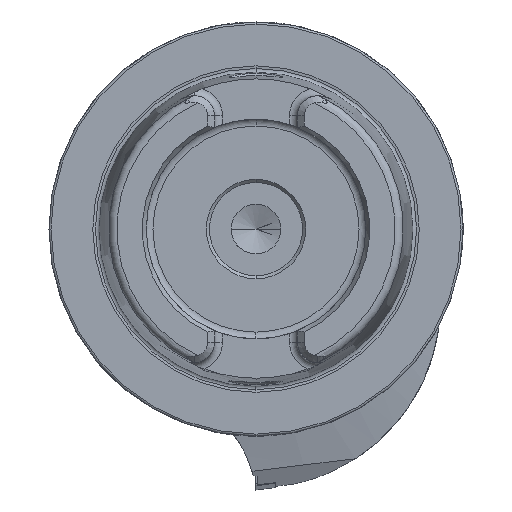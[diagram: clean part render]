
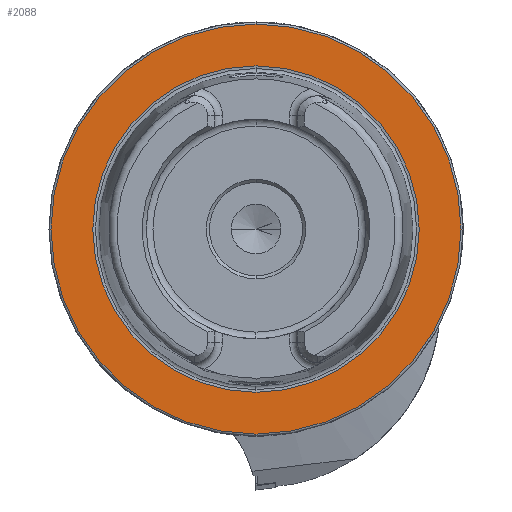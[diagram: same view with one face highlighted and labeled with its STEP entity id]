
A CAD part, left-side view. The second image highlights one B-rep face of the part: STEP entity #2088.
In plain terms, the highlighted planar face has unit normal (-1, 0, 0).
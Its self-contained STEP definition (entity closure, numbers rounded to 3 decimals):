
#542 = CIRCLE ( 'NONE', #3158, 39.405 ) ;
#625 = FACE_OUTER_BOUND ( 'NONE', #1925, .T. ) ;
#629 = FACE_BOUND ( 'NONE', #1721, .T. ) ;
#1281 = EDGE_CURVE ( 'NONE', #3585, #3550, #542, .T. ) ;
#1333 = ORIENTED_EDGE ( 'NONE', *, *, #2750, .F. ) ;
#1334 = ORIENTED_EDGE ( 'NONE', *, *, #1281, .F. ) ;
#1335 = ORIENTED_EDGE ( 'NONE', *, *, #2830, .T. ) ;
#1336 = ORIENTED_EDGE ( 'NONE', *, *, #2751, .T. ) ;
#1721 = EDGE_LOOP ( 'NONE', ( #1333, #1334 ) ) ;
#1925 = EDGE_LOOP ( 'NONE', ( #1335, #1336 ) ) ;
#2088 = ADVANCED_FACE ( 'NONE', ( #629, #625 ), #3652, .F. ) ;
#2750 = EDGE_CURVE ( 'NONE', #3550, #3585, #4772, .T. ) ;
#2751 = EDGE_CURVE ( 'NONE', #3570, #3575, #4773, .T. ) ;
#2830 = EDGE_CURVE ( 'NONE', #3575, #3570, #4891, .T. ) ;
#3158 = AXIS2_PLACEMENT_3D ( 'NONE', #9849, #9850, #9851 ) ;
#3206 = AXIS2_PLACEMENT_3D ( 'NONE', #3649, #3654, #3655 ) ;
#3550 = VERTEX_POINT ( 'NONE', #7161 ) ;
#3570 = VERTEX_POINT ( 'NONE', #7180 ) ;
#3575 = VERTEX_POINT ( 'NONE', #7185 ) ;
#3585 = VERTEX_POINT ( 'NONE', #7195 ) ;
#3649 = CARTESIAN_POINT ( 'NONE',  ( 0., 49.5, 0. ) ) ;
#3652 = PLANE ( 'NONE',  #3206 ) ;
#3654 = DIRECTION ( 'NONE',  ( 1., 0., 0. ) ) ;
#3655 = DIRECTION ( 'NONE',  ( 0., 0., -1. ) ) ;
#4772 = CIRCLE ( 'NONE', #10453, 39.405 ) ;
#4773 = CIRCLE ( 'NONE', #10454, 49.5 ) ;
#4891 = CIRCLE ( 'NONE', #10482, 49.5 ) ;
#5687 = CARTESIAN_POINT ( 'NONE',  ( 0., 0., 0. ) ) ;
#5688 = DIRECTION ( 'NONE',  ( -1., 0., 0. ) ) ;
#5689 = DIRECTION ( 'NONE',  ( 0., 0., 1. ) ) ;
#5690 = CARTESIAN_POINT ( 'NONE',  ( 0., 0., 0. ) ) ;
#5691 = DIRECTION ( 'NONE',  ( -1., 0., 0. ) ) ;
#5692 = DIRECTION ( 'NONE',  ( 0., 0., 1. ) ) ;
#6054 = CARTESIAN_POINT ( 'NONE',  ( 0., 0., 0. ) ) ;
#6055 = DIRECTION ( 'NONE',  ( -1., 0., 0. ) ) ;
#6056 = DIRECTION ( 'NONE',  ( 0., 0., 1. ) ) ;
#7161 = CARTESIAN_POINT ( 'NONE',  ( 0., 0., 39.405 ) ) ;
#7180 = CARTESIAN_POINT ( 'NONE',  ( 0., 0., -49.5 ) ) ;
#7185 = CARTESIAN_POINT ( 'NONE',  ( 0., 0., 49.5 ) ) ;
#7195 = CARTESIAN_POINT ( 'NONE',  ( 0., 0., -39.405 ) ) ;
#9849 = CARTESIAN_POINT ( 'NONE',  ( 0., 0., 0. ) ) ;
#9850 = DIRECTION ( 'NONE',  ( -1., 0., 0. ) ) ;
#9851 = DIRECTION ( 'NONE',  ( 0., 0., 1. ) ) ;
#10453 = AXIS2_PLACEMENT_3D ( 'NONE', #5687, #5688, #5689 ) ;
#10454 = AXIS2_PLACEMENT_3D ( 'NONE', #5690, #5691, #5692 ) ;
#10482 = AXIS2_PLACEMENT_3D ( 'NONE', #6054, #6055, #6056 ) ;
